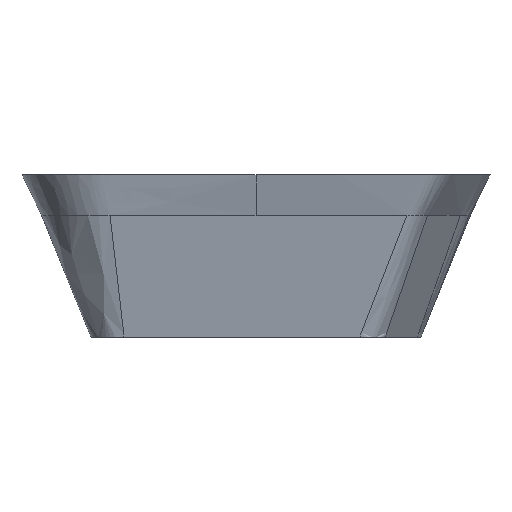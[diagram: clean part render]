
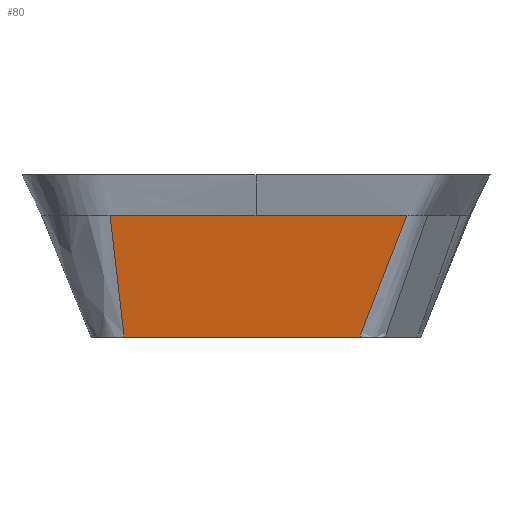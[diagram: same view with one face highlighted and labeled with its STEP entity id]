
A CAD part, front view. The second image highlights one B-rep face of the part: STEP entity #80.
In plain terms, the highlighted free-form (B-spline) face has degree [3, 1] with [4, 2] control points.
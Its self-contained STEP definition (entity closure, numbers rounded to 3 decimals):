
#50=B_SPLINE_SURFACE_WITH_KNOTS('',3,1,((#1471,#1472),(#1473,#1474),(#1475,
#1476),(#1477,#1478)),.UNSPECIFIED.,.F.,.F.,.F.,(4,4),(2,2),(0.,1.),(0.,
1.),.UNSPECIFIED.);
#65=FACE_OUTER_BOUND('',#118,.T.);
#80=ADVANCED_FACE('',(#65),#50,.T.);
#118=EDGE_LOOP('',(#211,#212,#213,#214,#215,#216,#217));
#211=ORIENTED_EDGE('',*,*,#305,.T.);
#212=ORIENTED_EDGE('',*,*,#321,.F.);
#213=ORIENTED_EDGE('',*,*,#325,.F.);
#214=ORIENTED_EDGE('',*,*,#346,.T.);
#215=ORIENTED_EDGE('',*,*,#347,.T.);
#216=ORIENTED_EDGE('',*,*,#344,.T.);
#217=ORIENTED_EDGE('',*,*,#343,.T.);
#259=VERTEX_POINT('',#641);
#260=VERTEX_POINT('',#646);
#273=VERTEX_POINT('',#769);
#276=VERTEX_POINT('',#790);
#287=VERTEX_POINT('',#1306);
#288=VERTEX_POINT('',#1311);
#289=VERTEX_POINT('',#1466);
#305=EDGE_CURVE('',#260,#259,#373,.T.);
#321=EDGE_CURVE('',#273,#259,#388,.T.);
#325=EDGE_CURVE('',#276,#273,#392,.T.);
#343=EDGE_CURVE('',#287,#260,#410,.T.);
#344=EDGE_CURVE('',#288,#287,#411,.T.);
#346=EDGE_CURVE('',#276,#289,#413,.T.);
#347=EDGE_CURVE('',#289,#288,#414,.T.);
#373=B_SPLINE_CURVE_WITH_KNOTS('',3,(#642,#643,#644,#645),.UNSPECIFIED.,
 .F.,.F.,(4,4),(0.,1.),.UNSPECIFIED.);
#388=B_SPLINE_CURVE_WITH_KNOTS('',3,(#765,#766,#767,#768),.UNSPECIFIED.,
 .F.,.F.,(4,4),(0.,1.),.UNSPECIFIED.);
#392=B_SPLINE_CURVE_WITH_KNOTS('',3,(#791,#792,#793,#794),.UNSPECIFIED.,
 .F.,.F.,(4,4),(0.,1.),.UNSPECIFIED.);
#410=B_SPLINE_CURVE_WITH_KNOTS('',3,(#1298,#1299,#1300,#1301,#1302,#1303,
#1304,#1305),.UNSPECIFIED.,.F.,.F.,(4,1,1,1,1,4),(0.,0.5,0.533,
0.684,0.835,1.),.UNSPECIFIED.);
#411=B_SPLINE_CURVE_WITH_KNOTS('',3,(#1307,#1308,#1309,#1310),
 .UNSPECIFIED.,.F.,.F.,(4,4),(0.,1.),.UNSPECIFIED.);
#413=B_SPLINE_CURVE_WITH_KNOTS('',3,(#1462,#1463,#1464,#1465),
 .UNSPECIFIED.,.F.,.F.,(4,4),(0.,1.),.UNSPECIFIED.);
#414=B_SPLINE_CURVE_WITH_KNOTS('',3,(#1467,#1468,#1469,#1470),
 .UNSPECIFIED.,.F.,.F.,(4,4),(0.,1.),.UNSPECIFIED.);
#641=CARTESIAN_POINT('',(1.533,-1.684,-2.4));
#642=CARTESIAN_POINT('',(-1.951,-1.608,-2.4));
#643=CARTESIAN_POINT('',(-0.79,-1.633,-2.4));
#644=CARTESIAN_POINT('',(0.371,-1.658,-2.4));
#645=CARTESIAN_POINT('',(1.533,-1.684,-2.4));
#646=CARTESIAN_POINT('',(-1.951,-1.608,-2.4));
#765=CARTESIAN_POINT('',(2.232,-1.952,-0.6));
#766=CARTESIAN_POINT('',(1.812,-1.791,-1.681));
#767=CARTESIAN_POINT('',(1.392,-1.63,-2.761));
#768=CARTESIAN_POINT('',(0.973,-1.469,-3.842));
#769=CARTESIAN_POINT('',(1.558,-1.694,-2.335));
#790=CARTESIAN_POINT('',(2.232,-1.952,-0.6));
#791=CARTESIAN_POINT('',(2.232,-1.952,-0.6));
#792=CARTESIAN_POINT('',(2.007,-1.866,-1.178));
#793=CARTESIAN_POINT('',(1.782,-1.78,-1.757));
#794=CARTESIAN_POINT('',(1.558,-1.694,-2.335));
#1298=CARTESIAN_POINT('',(-2.159,-1.856,-0.6));
#1299=CARTESIAN_POINT('',(-2.09,-1.773,-1.2));
#1300=CARTESIAN_POINT('',(-2.016,-1.685,-1.84));
#1301=CARTESIAN_POINT('',(-1.921,-1.572,-2.661));
#1302=CARTESIAN_POINT('',(-1.874,-1.516,-3.062));
#1303=CARTESIAN_POINT('',(-1.809,-1.439,-3.622));
#1304=CARTESIAN_POINT('',(-1.766,-1.387,-4.001));
#1305=CARTESIAN_POINT('',(-1.743,-1.359,-4.2));
#1306=CARTESIAN_POINT('',(-1.958,-1.617,-2.335));
#1307=CARTESIAN_POINT('',(-2.159,-1.856,-0.6));
#1308=CARTESIAN_POINT('',(-2.092,-1.776,-1.178));
#1309=CARTESIAN_POINT('',(-2.025,-1.697,-1.757));
#1310=CARTESIAN_POINT('',(-1.958,-1.617,-2.335));
#1311=CARTESIAN_POINT('',(-2.159,-1.856,-0.6));
#1462=CARTESIAN_POINT('',(2.232,-1.952,-0.6));
#1463=CARTESIAN_POINT('',(1.488,-1.936,-0.6));
#1464=CARTESIAN_POINT('',(0.744,-1.92,-0.6));
#1465=CARTESIAN_POINT('',(0.,-1.903,-0.6));
#1466=CARTESIAN_POINT('',(0.,-1.903,-0.6));
#1467=CARTESIAN_POINT('',(0.,-1.903,-0.6));
#1468=CARTESIAN_POINT('',(-0.72,-1.888,-0.6));
#1469=CARTESIAN_POINT('',(-1.439,-1.872,-0.6));
#1470=CARTESIAN_POINT('',(-2.159,-1.856,-0.6));
#1471=CARTESIAN_POINT('',(-4.821,-1.334,-3.9));
#1472=CARTESIAN_POINT('',(-4.834,-1.963,0.571));
#1473=CARTESIAN_POINT('',(-2.196,-1.392,-3.9));
#1474=CARTESIAN_POINT('',(-2.21,-2.02,0.571));
#1475=CARTESIAN_POINT('',(0.428,-1.449,-3.9));
#1476=CARTESIAN_POINT('',(0.414,-2.077,0.571));
#1477=CARTESIAN_POINT('',(3.053,-1.506,-3.9));
#1478=CARTESIAN_POINT('',(3.039,-2.134,0.571));
